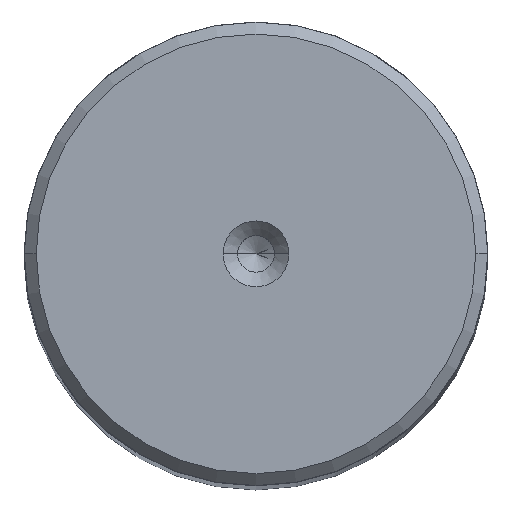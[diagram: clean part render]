
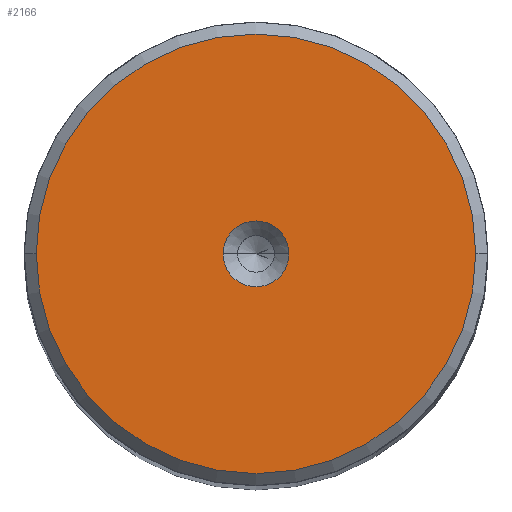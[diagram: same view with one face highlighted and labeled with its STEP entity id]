
A CAD part, top view. The second image highlights one B-rep face of the part: STEP entity #2166.
In plain terms, the highlighted planar face has unit normal (0, 0, 1).
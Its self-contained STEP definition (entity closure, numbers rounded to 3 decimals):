
#4 = CIRCLE ( 'NONE', #117, 18.014 ) ;
#71 = FACE_OUTER_BOUND ( 'NONE', #1533, .T. ) ;
#105 = DIRECTION ( 'NONE',  ( 0., 0., 1. ) ) ;
#117 = AXIS2_PLACEMENT_3D ( 'NONE', #1832, #105, #2202 ) ;
#141 = EDGE_CURVE ( 'NONE', #2240, #816, #453, .T. ) ;
#177 = CARTESIAN_POINT ( 'NONE',  ( 0., 0., 200. ) ) ;
#196 = EDGE_LOOP ( 'NONE', ( #404, #1369 ) ) ;
#357 = AXIS2_PLACEMENT_3D ( 'NONE', #1594, #458, #1976 ) ;
#368 = CARTESIAN_POINT ( 'NONE',  ( 0., 0., 200. ) ) ;
#404 = ORIENTED_EDGE ( 'NONE', *, *, #141, .F. ) ;
#406 = VERTEX_POINT ( 'NONE', #2038 ) ;
#453 = CIRCLE ( 'NONE', #357, 2.7 ) ;
#458 = DIRECTION ( 'NONE',  ( 0., 0., 1. ) ) ;
#480 = VERTEX_POINT ( 'NONE', #999 ) ;
#554 = FACE_BOUND ( 'NONE', #196, .T. ) ;
#572 = PLANE ( 'NONE',  #1394 ) ;
#587 = ORIENTED_EDGE ( 'NONE', *, *, #2048, .T. ) ;
#755 = DIRECTION ( 'NONE',  ( 1., 0., 0. ) ) ;
#767 = DIRECTION ( 'NONE',  ( 0., 0., 1. ) ) ;
#777 = CARTESIAN_POINT ( 'NONE',  ( -2.7, 0., 200. ) ) ;
#781 = CARTESIAN_POINT ( 'NONE',  ( 0., 0., 200. ) ) ;
#816 = VERTEX_POINT ( 'NONE', #777 ) ;
#865 = EDGE_CURVE ( 'NONE', #480, #406, #1996, .T. ) ;
#965 = ORIENTED_EDGE ( 'NONE', *, *, #865, .T. ) ;
#999 = CARTESIAN_POINT ( 'NONE',  ( 18.014, 0., 200. ) ) ;
#1303 = AXIS2_PLACEMENT_3D ( 'NONE', #781, #1753, #2111 ) ;
#1369 = ORIENTED_EDGE ( 'NONE', *, *, #2300, .F. ) ;
#1394 = AXIS2_PLACEMENT_3D ( 'NONE', #177, #767, #755 ) ;
#1533 = EDGE_LOOP ( 'NONE', ( #587, #965 ) ) ;
#1594 = CARTESIAN_POINT ( 'NONE',  ( 0., 0., 200. ) ) ;
#1696 = DIRECTION ( 'NONE',  ( 0., 0., 1. ) ) ;
#1753 = DIRECTION ( 'NONE',  ( 0., 0., 1. ) ) ;
#1832 = CARTESIAN_POINT ( 'NONE',  ( 0., 0., 200. ) ) ;
#1976 = DIRECTION ( 'NONE',  ( 1., 0., 0. ) ) ;
#1996 = CIRCLE ( 'NONE', #2389, 18.014 ) ;
#2008 = CIRCLE ( 'NONE', #1303, 2.7 ) ;
#2038 = CARTESIAN_POINT ( 'NONE',  ( -18.014, 0., 200. ) ) ;
#2048 = EDGE_CURVE ( 'NONE', #406, #480, #4, .T. ) ;
#2111 = DIRECTION ( 'NONE',  ( 1., 0., 0. ) ) ;
#2166 = ADVANCED_FACE ( 'NONE', ( #554, #71 ), #572, .T. ) ;
#2202 = DIRECTION ( 'NONE',  ( 1., 0., 0. ) ) ;
#2240 = VERTEX_POINT ( 'NONE', #2452 ) ;
#2260 = DIRECTION ( 'NONE',  ( 1., 0., 0. ) ) ;
#2300 = EDGE_CURVE ( 'NONE', #816, #2240, #2008, .T. ) ;
#2389 = AXIS2_PLACEMENT_3D ( 'NONE', #368, #1696, #2260 ) ;
#2452 = CARTESIAN_POINT ( 'NONE',  ( 2.7, 0., 200. ) ) ;
